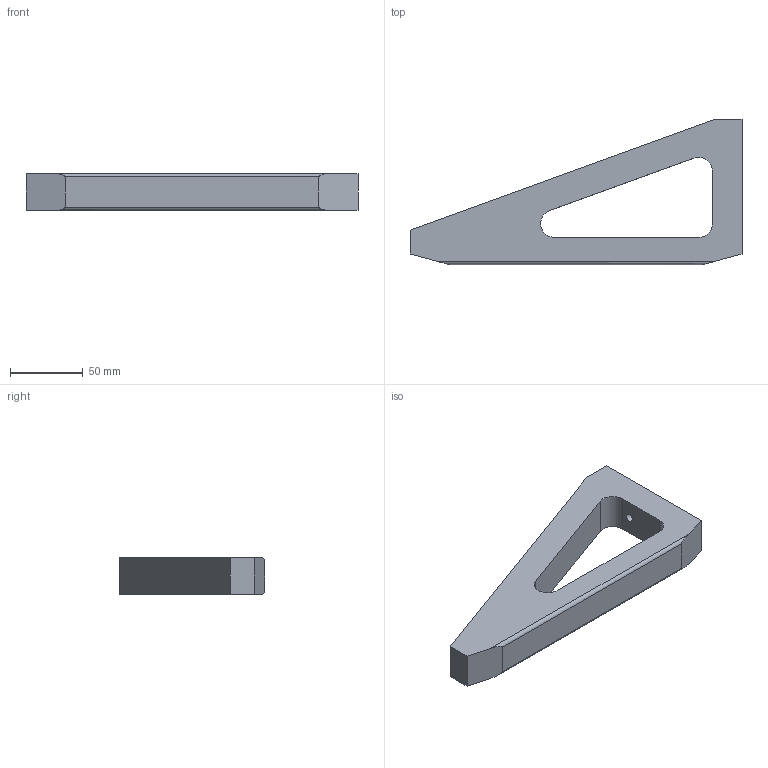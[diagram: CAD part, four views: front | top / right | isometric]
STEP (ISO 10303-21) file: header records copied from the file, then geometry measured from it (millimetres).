
FILE_DESCRIPTION (( 'STEP AP214' ), '1' );
FILE_NAME ('D1300236-v2 aLIGO Pcal Tooling, Periscope Slide.STEP', '2013-03-19T22:08:19', ( 'ligo' ), ( '' ), 'SwSTEP 2.0', 'SolidWorks 2013', '' );
FILE_SCHEMA (( 'AUTOMOTIVE_DESIGN' ));
Length unit declared in the file: inch
Products named in the file (1): D1300236-v2 aLIGO Pcal Tooling, Periscope Slide
Bounding box: 228.6 x 99.95 x 25.4 mm (x, y, z)
Volume: 259280 mm3; surface area: 43819.8 mm2
Topology: 1 solids, 1 shells, 36 faces, 90 edges, 54 vertices
Faces by surface type: cylinder 13, cone 12, plane 11
Entity records: 1086 total; most frequent: CARTESIAN_POINT 195, DIRECTION 182, ORIENTED_EDGE 172, EDGE_CURVE 86, AXIS2_PLACEMENT_3D 65, VERTEX_POINT 54, LINE 52, VECTOR 52
